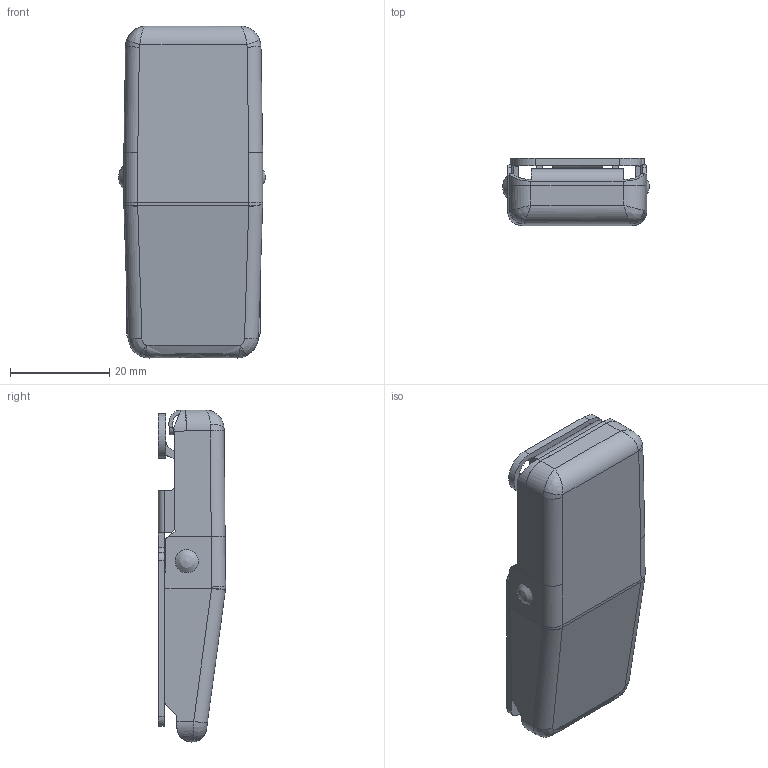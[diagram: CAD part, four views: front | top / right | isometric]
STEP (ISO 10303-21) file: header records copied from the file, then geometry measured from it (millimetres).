
FILE_DESCRIPTION((''),'2;1');
FILE_NAME('','2011-04-26T16:39:24',(''),(''),'','CADfix','');
FILE_SCHEMA(('AUTOMOTIVE_DESIGN { 1 0 10303 214 1 1 1 1 }'));
Length unit declared in the file: millimetre
Bounding box: 29.7 x 13.57 x 66.99 mm (x, y, z)
Volume: 5522 mm3; surface area: 12411.3 mm2
Topology: 6 solids, 6 shells, 261 faces, 818 edges, 560 vertices
Faces by surface type: bspline 261
Entity records: 12394 total; most frequent: CARTESIAN_POINT 7593, ORIENTED_EDGE 1612, EDGE_CURVE 806, VERTEX_POINT 560, QUASI_UNIFORM_CURVE 398, B_SPLINE_CURVE_WITH_KNOTS 380, EDGE_LOOP 288, FACE_OUTER_BOUND 261
